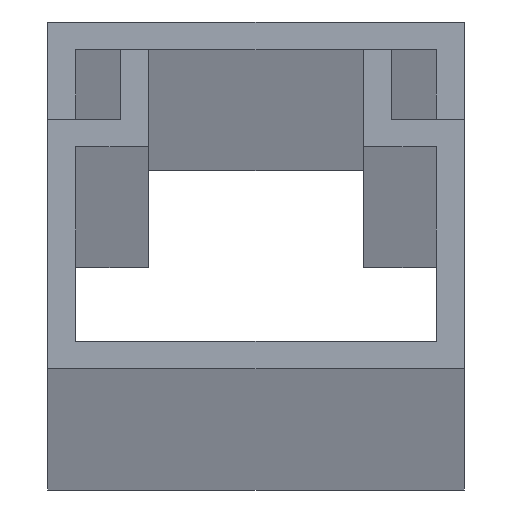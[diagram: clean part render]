
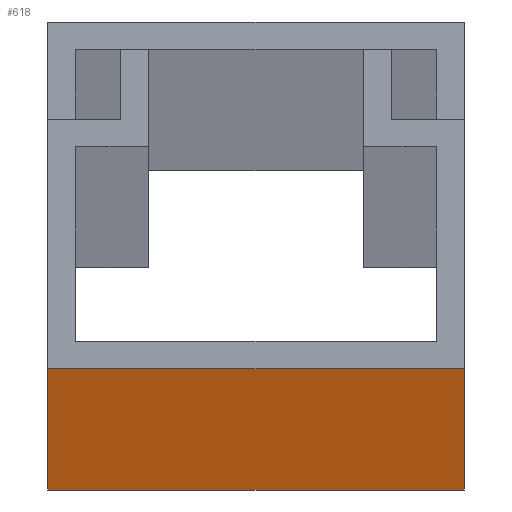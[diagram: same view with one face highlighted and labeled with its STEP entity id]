
A CAD part, top view. The second image highlights one B-rep face of the part: STEP entity #618.
In plain terms, the highlighted planar face has unit normal (0, -1, 0).
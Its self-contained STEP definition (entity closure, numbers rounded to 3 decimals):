
#103=DIRECTION('',(1.,0.,0.));
#104=VECTOR('',#103,12.);
#105=CARTESIAN_POINT('',(-6.,0.,0.));
#106=LINE('',#105,#104);
#163=DIRECTION('',(0.,0.,-1.));
#164=VECTOR('',#163,2000.);
#165=CARTESIAN_POINT('',(6.,0.,0.));
#166=LINE('',#165,#164);
#223=DIRECTION('',(0.,0.,-1.));
#224=VECTOR('',#223,2000.);
#225=CARTESIAN_POINT('',(-6.,0.,0.));
#226=LINE('',#225,#224);
#287=DIRECTION('',(1.,0.,0.));
#288=VECTOR('',#287,12.);
#289=CARTESIAN_POINT('',(-6.,0.,-2000.));
#290=LINE('',#289,#288);
#291=CARTESIAN_POINT('',(6.,0.,0.));
#293=VERTEX_POINT('',#291);
#321=CARTESIAN_POINT('',(-6.,0.,0.));
#322=VERTEX_POINT('',#321);
#323=CARTESIAN_POINT('',(6.,0.,-2000.));
#325=VERTEX_POINT('',#323);
#353=CARTESIAN_POINT('',(-6.,0.,-2000.));
#354=VERTEX_POINT('',#353);
#606=CARTESIAN_POINT('',(-6.,0.,0.));
#607=DIRECTION('',(0.,-1.,0.));
#608=DIRECTION('',(1.,0.,0.));
#609=AXIS2_PLACEMENT_3D('',#606,#607,#608);
#610=PLANE('',#609);
#611=ORIENTED_EDGE('',*,*,#362,.T.);
#612=ORIENTED_EDGE('',*,*,#405,.T.);
#614=ORIENTED_EDGE('',*,*,#613,.F.);
#615=ORIENTED_EDGE('',*,*,#598,.F.);
#616=EDGE_LOOP('',(#611,#612,#614,#615));
#617=FACE_OUTER_BOUND('',#616,.F.);
#362=EDGE_CURVE('',#322,#293,#106,.T.);
#405=EDGE_CURVE('',#293,#325,#166,.T.);
#598=EDGE_CURVE('',#322,#354,#226,.T.);
#613=EDGE_CURVE('',#354,#325,#290,.T.);
#618=ADVANCED_FACE('',(#617),#610,.T.);
